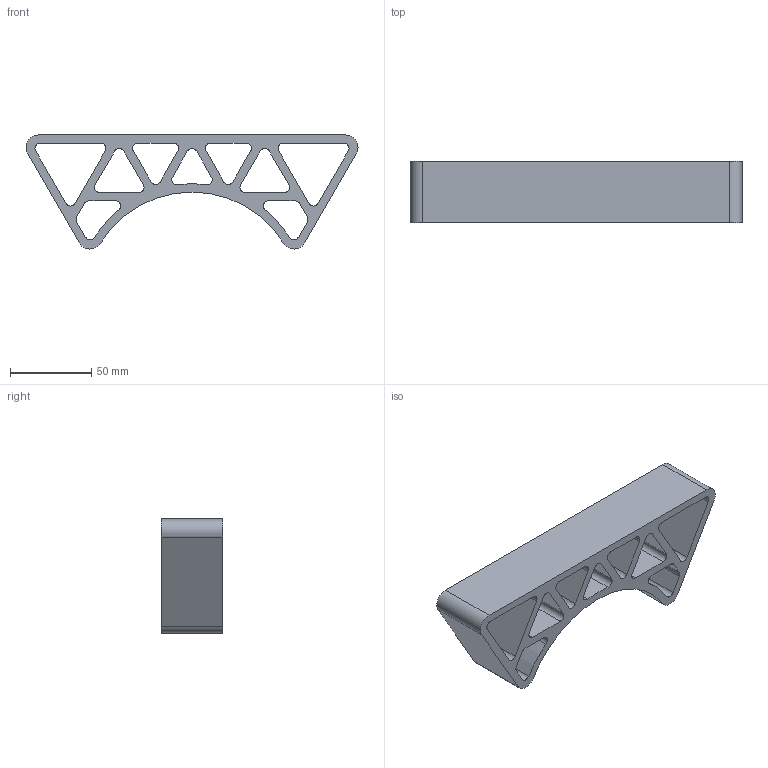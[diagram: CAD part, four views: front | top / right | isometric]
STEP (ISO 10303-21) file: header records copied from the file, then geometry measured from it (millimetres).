
FILE_DESCRIPTION(/* description */ (''),/* implementation_level */ '2;1');
FILE_NAME(/* name */ 'VOLT_Cradle v3.step',/* time_stamp */ '2025-10-06T17:54:57-07:00',/* author */ (''),/* organization */ (''),/* preprocessor_version */ 'ST-DEVELOPER v20.1',/* originating_system */ 'Autodesk Translation Framework v14.17.0.0',/* authorisation */ '');
FILE_SCHEMA (('AUTOMOTIVE_DESIGN { 1 0 10303 214 3 1 1 }'));
Length unit declared in the file: inch
Products named in the file (1): VOLT_Cradle
Bounding box: 204.74 x 38.1 x 70.34 mm (x, y, z)
Volume: 161228.8 mm3; surface area: 60822.7 mm2
Topology: 1 solids, 1 shells, 68 faces, 198 edges, 132 vertices
Faces by surface type: cylinder 37, plane 31
Entity records: 2347 total; most frequent: DIRECTION 410, CARTESIAN_POINT 399, ORIENTED_EDGE 396, EDGE_CURVE 198, AXIS2_PLACEMENT_3D 143, VERTEX_POINT 132, LINE 124, VECTOR 124
